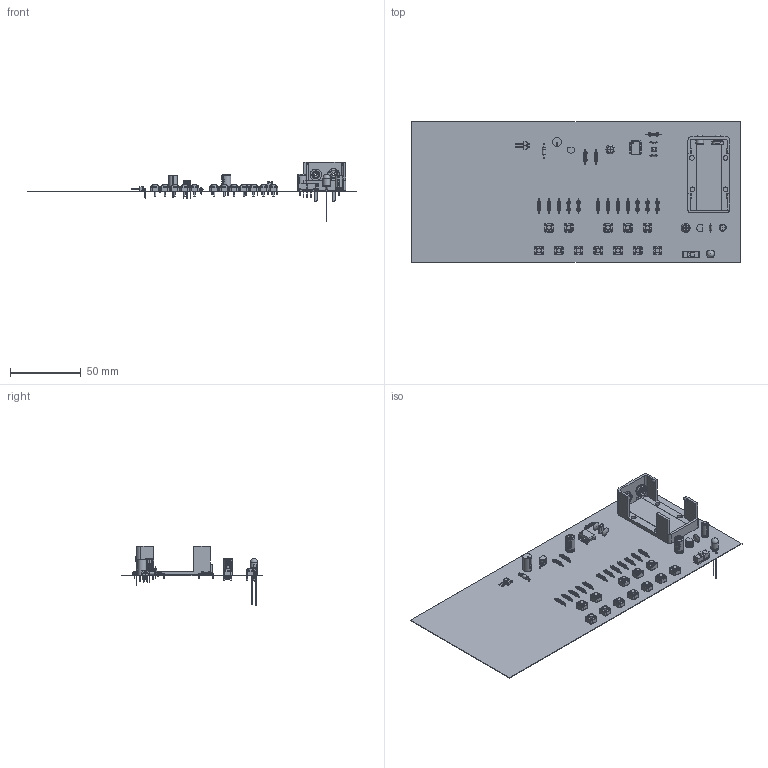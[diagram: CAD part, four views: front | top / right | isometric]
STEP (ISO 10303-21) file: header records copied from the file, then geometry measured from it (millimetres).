
FILE_DESCRIPTION(('Open CASCADE Model'),'2;1');
FILE_NAME('Open CASCADE Shape Model','2023-10-20T23:56:07',('Author'),( 'Open CASCADE'),'Open CASCADE STEP processor 7.5','Open CASCADE 7.5' ,'Unknown');
FILE_SCHEMA(('AUTOMOTIVE_DESIGN { 1 0 10303 214 1 1 1 1 }'));
Length unit declared in the file: millimetre
Products named in the file (90): PCB; Board; Open CASCADE STEP translator 7.5 1.1.1; U2; PDIP-8; U1; 2394351848416; Extruded; SW13; boton; SW12; SW11; SW10; SW9; SW8; SW7; SW6; SW5; SW4; SW3; SW2; SW1; EG1218_RGB8421504; EG1218 Housing; EG1218 Actuator; EG1218A Terminals; SPK1; TSW-102-22-X-S-RA; R16; User Library-Res40-Axial Short 0_25W-5_6K; R15; R14; R13; R12; R11; R10; R9; R8; R7; R6 ...
Assembly tree (117 placements, depth 8):
  PCB
    Board
      Open CASCADE STEP translator 7.5 1.1.1
    U2
      PDIP-8
    U1
      2394351848416
        Extruded
    SW13
      boton
    SW12
      boton
    SW11
      boton
    SW10
      boton
    SW9
      boton
    SW8
      boton
    SW7
      boton
    SW6
      boton
    SW5
      boton
    SW4
      boton
    SW3
      boton
    SW2
      boton
    SW1
      EG1218_RGB8421504
        EG1218 Housing
        EG1218 Actuator
        EG1218A Terminals
    SPK1
      TSW-102-22-X-S-RA
    R16
      User Library-Res40-Axial Short 0_25W-5_6K
    R15
      User Library-Res40-Axial Short 0_25W-5_6K
    R14
      User Library-Res40-Axial Short 0_25W-5_6K
    R13
      User Library-Res40-Axial Short 0_25W-5_6K
    R12
      User Library-Res40-Axial Short 0_25W-5_6K
    R11
      User Library-Res40-Axial Short 0_25W-5_6K
    R10
      User Library-Res40-Axial Short 0_25W-5_6K
    R9
      User Library-Res40-Axial Short 0_25W-5_6K
    R8
      User Library-Res40-Axial Short 0_25W-5_6K
    R7
      User Library-Res40-Axial Short 0_25W-5_6K
    R6
Bounding box: 232.66 x 99.82 x 42.19 mm (x, y, z)
Volume: 19690.4 mm3; surface area: 61667.4 mm2
Topology: 64 solids, 70 shells, 3426 faces, 7859 edges, 4760 vertices
Faces by surface type: plane 1452, cylinder 985, bspline 716, torus 252, cone 10, sphere 7, revolution 4
Full cylindrical faces by diameter (mm): 0.5 x4, 0.711 x2, 0.8 x4, 1 x72, 2.6 x1, 2.61 x1, 3.5 x12, 5 x1, 6.325 x1
Entity records: 65444 total; most frequent: CARTESIAN_POINT 18300, ORIENTED_EDGE 8040, DIRECTION 7364, EDGE_CURVE 4047, VERTEX_POINT 2585, AXIS2_PLACEMENT_3D 2482, LINE 2396, VECTOR 2396
